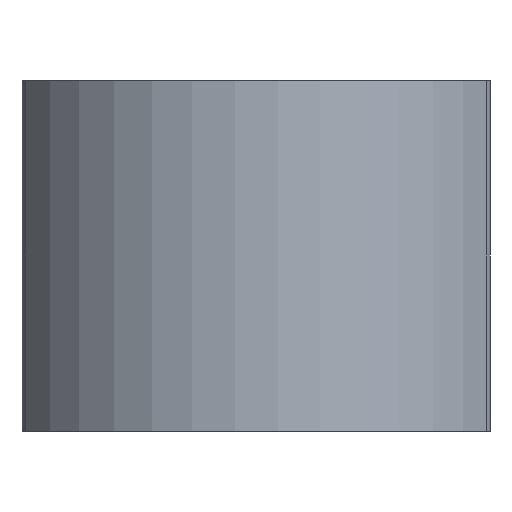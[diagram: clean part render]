
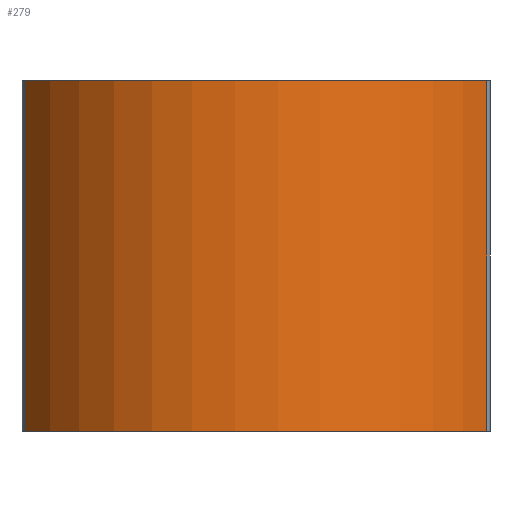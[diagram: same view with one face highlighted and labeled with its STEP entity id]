
A CAD part, left-side view. The second image highlights one B-rep face of the part: STEP entity #279.
In plain terms, the highlighted cylindrical face has radius 78.065 mm (diameter 156.13 mm), a partial arc.
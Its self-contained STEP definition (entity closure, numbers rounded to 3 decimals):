
#139 = CYLINDRICAL_SURFACE ( 'NONE', #5804, 78.065 ) ;
#279 = ADVANCED_FACE ( 'NONE', ( #371 ), #139, .T. ) ;
#357 = CARTESIAN_POINT ( 'NONE',  ( -38.678, -67.81, -51.4 ) ) ;
#371 = FACE_OUTER_BOUND ( 'NONE', #1982, .T. ) ;
#491 = VECTOR ( 'NONE', #5011, 1000. ) ;
#537 = DIRECTION ( 'NONE',  ( 0., 0., 1. ) ) ;
#794 = CARTESIAN_POINT ( 'NONE',  ( -38.678, -67.81, 51.4 ) ) ;
#894 = VERTEX_POINT ( 'NONE', #5436 ) ;
#1062 = DIRECTION ( 'NONE',  ( 1., 0., 0. ) ) ;
#1173 = VERTEX_POINT ( 'NONE', #794 ) ;
#1289 = VECTOR ( 'NONE', #2688, 1000. ) ;
#1732 = CARTESIAN_POINT ( 'NONE',  ( -38.993, 67.629, 51.4 ) ) ;
#1797 = LINE ( 'NONE', #357, #491 ) ;
#1982 = EDGE_LOOP ( 'NONE', ( #4438, #6445, #4181, #2856 ) ) ;
#2065 = DIRECTION ( 'NONE',  ( 1., 0., 0. ) ) ;
#2688 = DIRECTION ( 'NONE',  ( 0., 0., -1. ) ) ;
#2856 = ORIENTED_EDGE ( 'NONE', *, *, #3587, .T. ) ;
#3045 = EDGE_CURVE ( 'NONE', #6553, #5403, #6830, .T. ) ;
#3164 = EDGE_CURVE ( 'NONE', #6553, #1173, #4304, .T. ) ;
#3258 = CARTESIAN_POINT ( 'NONE',  ( 0., 0., 51.4 ) ) ;
#3524 = EDGE_CURVE ( 'NONE', #5403, #894, #6379, .T. ) ;
#3587 = EDGE_CURVE ( 'NONE', #894, #1173, #1797, .T. ) ;
#3857 = DIRECTION ( 'NONE',  ( 1., 0., 0. ) ) ;
#3928 = CARTESIAN_POINT ( 'NONE',  ( -38.993, 67.629, -51.4 ) ) ;
#4181 = ORIENTED_EDGE ( 'NONE', *, *, #3524, .T. ) ;
#4304 = CIRCLE ( 'NONE', #5447, 78.065 ) ;
#4438 = ORIENTED_EDGE ( 'NONE', *, *, #3164, .F. ) ;
#5011 = DIRECTION ( 'NONE',  ( 0., 0., 1. ) ) ;
#5094 = AXIS2_PLACEMENT_3D ( 'NONE', #7015, #5384, #2065 ) ;
#5384 = DIRECTION ( 'NONE',  ( 0., 0., 1. ) ) ;
#5403 = VERTEX_POINT ( 'NONE', #3928 ) ;
#5436 = CARTESIAN_POINT ( 'NONE',  ( -38.678, -67.81, -51.4 ) ) ;
#5447 = AXIS2_PLACEMENT_3D ( 'NONE', #3258, #537, #1062 ) ;
#5804 = AXIS2_PLACEMENT_3D ( 'NONE', #6599, #7198, #3857 ) ;
#6379 = CIRCLE ( 'NONE', #5094, 78.065 ) ;
#6445 = ORIENTED_EDGE ( 'NONE', *, *, #3045, .T. ) ;
#6553 = VERTEX_POINT ( 'NONE', #1732 ) ;
#6599 = CARTESIAN_POINT ( 'NONE',  ( 0., 0., -51.4 ) ) ;
#6830 = LINE ( 'NONE', #7098, #1289 ) ;
#7015 = CARTESIAN_POINT ( 'NONE',  ( 0., 0., -51.4 ) ) ;
#7098 = CARTESIAN_POINT ( 'NONE',  ( -38.993, 67.629, -51.4 ) ) ;
#7198 = DIRECTION ( 'NONE',  ( 0., 0., 1. ) ) ;
